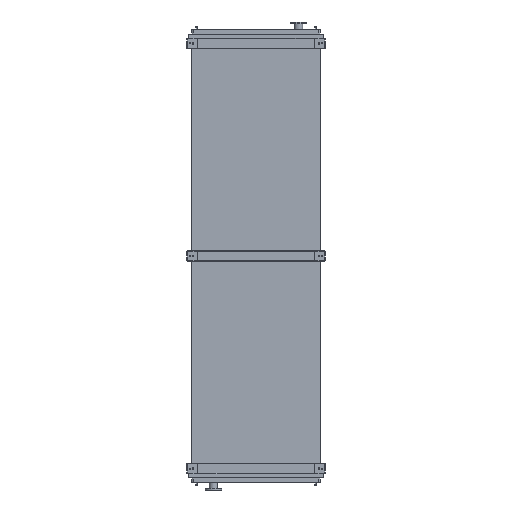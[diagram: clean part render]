
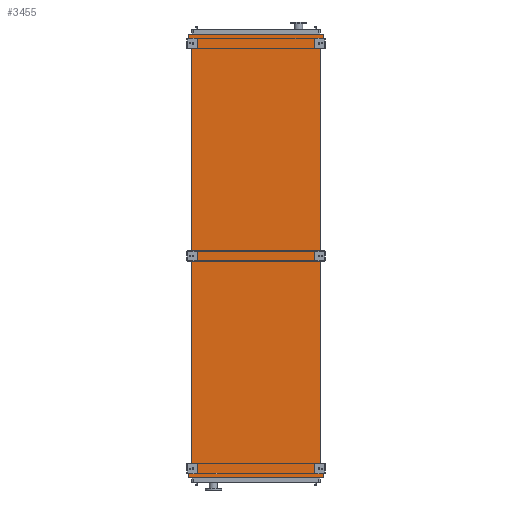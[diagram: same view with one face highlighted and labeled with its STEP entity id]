
A CAD part, front view. The second image highlights one B-rep face of the part: STEP entity #3455.
In plain terms, the highlighted planar face has unit normal (0, -1, 0).
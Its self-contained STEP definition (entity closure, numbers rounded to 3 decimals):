
#17 = DIRECTION ( 'NONE',  ( 0.655, 0., 0.755 ) ) ;
#244 = CARTESIAN_POINT ( 'NONE',  ( 891., 0., 95. ) ) ;
#598 = ORIENTED_EDGE ( 'NONE', *, *, #29247, .F. ) ;
#1014 = EDGE_CURVE ( 'NONE', #4091, #4110, #5163, .T. ) ;
#1819 = ORIENTED_EDGE ( 'NONE', *, *, #8413, .F. ) ;
#2078 = EDGE_CURVE ( 'NONE', #2163, #15283, #29209, .T. ) ;
#2163 = VERTEX_POINT ( 'NONE', #6466 ) ;
#2884 = DIRECTION ( 'NONE',  ( -0.655, 0., 0.755 ) ) ;
#3272 = VERTEX_POINT ( 'NONE', #26475 ) ;
#3455 = ADVANCED_FACE ( 'NONE', ( #16934 ), #23214, .T. ) ;
#3995 = CARTESIAN_POINT ( 'NONE',  ( -891., 0., -5703. ) ) ;
#4091 = VERTEX_POINT ( 'NONE', #12173 ) ;
#4110 = VERTEX_POINT ( 'NONE', #12308 ) ;
#4130 = VECTOR ( 'NONE', #8278, 1000. ) ;
#4308 = VERTEX_POINT ( 'NONE', #9470 ) ;
#5158 = CARTESIAN_POINT ( 'NONE',  ( -891., 0., 95. ) ) ;
#5163 = LINE ( 'NONE', #9502, #17121 ) ;
#6035 = ORIENTED_EDGE ( 'NONE', *, *, #6359, .F. ) ;
#6359 = EDGE_CURVE ( 'NONE', #4308, #11141, #10996, .T. ) ;
#6466 = CARTESIAN_POINT ( 'NONE',  ( 845., 0., -5650. ) ) ;
#7671 = ORIENTED_EDGE ( 'NONE', *, *, #1014, .F. ) ;
#8059 = CARTESIAN_POINT ( 'NONE',  ( -845., 0., 0. ) ) ;
#8093 = VECTOR ( 'NONE', #20048, 1000. ) ;
#8218 = DIRECTION ( 'NONE',  ( 0.655, 0., -0.755 ) ) ;
#8278 = DIRECTION ( 'NONE',  ( 0., 0., 1. ) ) ;
#8284 = CARTESIAN_POINT ( 'NONE',  ( -845., 0., -5650. ) ) ;
#8324 = CARTESIAN_POINT ( 'NONE',  ( 845., 0., -5650. ) ) ;
#8413 = EDGE_CURVE ( 'NONE', #29656, #20292, #9641, .T. ) ;
#8452 = ORIENTED_EDGE ( 'NONE', *, *, #22523, .F. ) ;
#8714 = VECTOR ( 'NONE', #8218, 1000. ) ;
#8836 = ORIENTED_EDGE ( 'NONE', *, *, #27277, .F. ) ;
#8902 = LINE ( 'NONE', #30179, #21476 ) ;
#8958 = DIRECTION ( 'NONE',  ( -1., 0., 0. ) ) ;
#9470 = CARTESIAN_POINT ( 'NONE',  ( -845., 0., -5650. ) ) ;
#9502 = CARTESIAN_POINT ( 'NONE',  ( 891., 0., -5745. ) ) ;
#9641 = LINE ( 'NONE', #25218, #22251 ) ;
#10405 = ORIENTED_EDGE ( 'NONE', *, *, #26175, .F. ) ;
#10442 = EDGE_CURVE ( 'NONE', #11141, #3272, #25676, .T. ) ;
#10996 = LINE ( 'NONE', #8284, #4130 ) ;
#11030 = LINE ( 'NONE', #244, #23653 ) ;
#11141 = VERTEX_POINT ( 'NONE', #21285 ) ;
#12173 = CARTESIAN_POINT ( 'NONE',  ( 891., 0., -5745. ) ) ;
#12308 = CARTESIAN_POINT ( 'NONE',  ( -891., 0., -5745. ) ) ;
#12317 = VECTOR ( 'NONE', #2884, 1000. ) ;
#12807 = ORIENTED_EDGE ( 'NONE', *, *, #31245, .F. ) ;
#13109 = CARTESIAN_POINT ( 'NONE',  ( 891., 0., -5703. ) ) ;
#13537 = VERTEX_POINT ( 'NONE', #3995 ) ;
#13870 = VECTOR ( 'NONE', #19606, 1000. ) ;
#14181 = CARTESIAN_POINT ( 'NONE',  ( 845., 0., -5650. ) ) ;
#15174 = CARTESIAN_POINT ( 'NONE',  ( 845., 0., 0. ) ) ;
#15283 = VERTEX_POINT ( 'NONE', #17938 ) ;
#15716 = LINE ( 'NONE', #14181, #21516 ) ;
#16039 = LINE ( 'NONE', #13109, #29001 ) ;
#16934 = FACE_OUTER_BOUND ( 'NONE', #23826, .T. ) ;
#17029 = CARTESIAN_POINT ( 'NONE',  ( -891., 0., 95. ) ) ;
#17093 = AXIS2_PLACEMENT_3D ( 'NONE', #23180, #23148, #23136 ) ;
#17121 = VECTOR ( 'NONE', #8958, 1000. ) ;
#17938 = CARTESIAN_POINT ( 'NONE',  ( 891., 0., -5703. ) ) ;
#19606 = DIRECTION ( 'NONE',  ( 1., 0., 0. ) ) ;
#20048 = DIRECTION ( 'NONE',  ( 0., 0., 1. ) ) ;
#20292 = VERTEX_POINT ( 'NONE', #15174 ) ;
#20480 = CARTESIAN_POINT ( 'NONE',  ( 891., 0., 95. ) ) ;
#20809 = DIRECTION ( 'NONE',  ( 0., 0., 1. ) ) ;
#21285 = CARTESIAN_POINT ( 'NONE',  ( -845., 0., 0. ) ) ;
#21476 = VECTOR ( 'NONE', #17, 1000. ) ;
#21516 = VECTOR ( 'NONE', #21809, 1000. ) ;
#21537 = EDGE_CURVE ( 'NONE', #2163, #20292, #15716, .T. ) ;
#21809 = DIRECTION ( 'NONE',  ( 0., 0., 1. ) ) ;
#21811 = ORIENTED_EDGE ( 'NONE', *, *, #2078, .F. ) ;
#21824 = VECTOR ( 'NONE', #20809, 1000. ) ;
#22251 = VECTOR ( 'NONE', #25116, 1000. ) ;
#22452 = VERTEX_POINT ( 'NONE', #5158 ) ;
#22523 = EDGE_CURVE ( 'NONE', #15283, #4091, #16039, .T. ) ;
#22645 = LINE ( 'NONE', #30420, #21824 ) ;
#23136 = DIRECTION ( 'NONE',  ( 0., 0., -1. ) ) ;
#23148 = DIRECTION ( 'NONE',  ( 0., -1., 0. ) ) ;
#23180 = CARTESIAN_POINT ( 'NONE',  ( -845., 0., -5650. ) ) ;
#23214 = PLANE ( 'NONE',  #17093 ) ;
#23653 = VECTOR ( 'NONE', #30478, 1000. ) ;
#23826 = EDGE_LOOP ( 'NONE', ( #27908, #1819, #8836, #10405, #23843, #25370, #6035, #12807, #598, #7671, #8452, #21811 ) ) ;
#23843 = ORIENTED_EDGE ( 'NONE', *, *, #29030, .F. ) ;
#25116 = DIRECTION ( 'NONE',  ( -0.655, 0., -0.755 ) ) ;
#25218 = CARTESIAN_POINT ( 'NONE',  ( 891., 0., 53. ) ) ;
#25370 = ORIENTED_EDGE ( 'NONE', *, *, #10442, .F. ) ;
#25676 = LINE ( 'NONE', #8059, #12317 ) ;
#26175 = EDGE_CURVE ( 'NONE', #22452, #29153, #27059, .T. ) ;
#26475 = CARTESIAN_POINT ( 'NONE',  ( -891., 0., 53. ) ) ;
#27059 = LINE ( 'NONE', #17029, #13870 ) ;
#27217 = LINE ( 'NONE', #27380, #8093 ) ;
#27277 = EDGE_CURVE ( 'NONE', #29153, #29656, #11030, .T. ) ;
#27380 = CARTESIAN_POINT ( 'NONE',  ( -891., 0., 53. ) ) ;
#27908 = ORIENTED_EDGE ( 'NONE', *, *, #21537, .T. ) ;
#27928 = DIRECTION ( 'NONE',  ( 0., 0., -1. ) ) ;
#29001 = VECTOR ( 'NONE', #27928, 1000. ) ;
#29030 = EDGE_CURVE ( 'NONE', #3272, #22452, #27217, .T. ) ;
#29153 = VERTEX_POINT ( 'NONE', #20480 ) ;
#29209 = LINE ( 'NONE', #8324, #8714 ) ;
#29247 = EDGE_CURVE ( 'NONE', #4110, #13537, #22645, .T. ) ;
#29656 = VERTEX_POINT ( 'NONE', #30079 ) ;
#30079 = CARTESIAN_POINT ( 'NONE',  ( 891., 0., 53. ) ) ;
#30179 = CARTESIAN_POINT ( 'NONE',  ( -891., 0., -5703. ) ) ;
#30420 = CARTESIAN_POINT ( 'NONE',  ( -891., 0., -5745. ) ) ;
#30478 = DIRECTION ( 'NONE',  ( 0., 0., -1. ) ) ;
#31245 = EDGE_CURVE ( 'NONE', #13537, #4308, #8902, .T. ) ;
